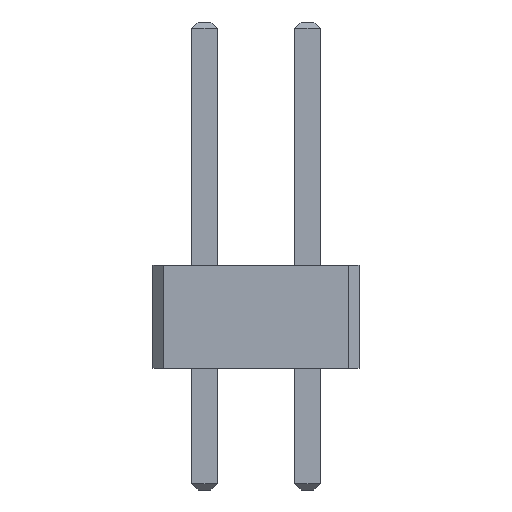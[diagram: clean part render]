
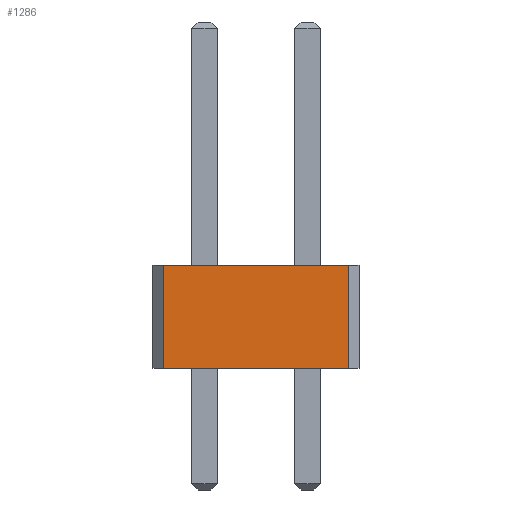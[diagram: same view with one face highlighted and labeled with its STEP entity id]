
A CAD part, front view. The second image highlights one B-rep face of the part: STEP entity #1286.
In plain terms, the highlighted planar face has unit normal (0, -1, 0).
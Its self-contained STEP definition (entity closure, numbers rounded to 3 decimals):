
#13=DIRECTION('',(0.,0.,1.));
#27=VECTOR('',#13,1.);
#67=DIRECTION('',(1.,0.,0.));
#1273=VERTEX_POINT('',#1274);
#1274=CARTESIAN_POINT('',(-1.016,-54.61,2.54));
#1277=EDGE_CURVE('',#1278,#1273,#1280,.T.);
#1278=VERTEX_POINT('',#1279);
#1279=CARTESIAN_POINT('',(-1.016,-54.61,0.));
#1280=LINE('',#1279,#27);
#1286=ADVANCED_FACE('',(#1287),#1304,.F.);
#1287=FACE_BOUND('',#1288,.F.);
#1288=EDGE_LOOP('',(#1289,#1290,#1296,#1301));
#1289=ORIENTED_EDGE('',*,*,#1277,.T.);
#1290=ORIENTED_EDGE('',*,*,#1291,.T.);
#1291=EDGE_CURVE('',#1273,#1292,#1294,.T.);
#1292=VERTEX_POINT('',#1293);
#1293=CARTESIAN_POINT('',(3.556,-54.61,2.54));
#1294=LINE('',#1274,#1295);
#1295=VECTOR('',#67,1.);
#1296=ORIENTED_EDGE('',*,*,#1297,.F.);
#1297=EDGE_CURVE('',#1298,#1292,#1300,.T.);
#1298=VERTEX_POINT('',#1299);
#1299=CARTESIAN_POINT('',(3.556,-54.61,0.));
#1300=LINE('',#1299,#27);
#1301=ORIENTED_EDGE('',*,*,#1302,.F.);
#1302=EDGE_CURVE('',#1278,#1298,#1303,.T.);
#1303=LINE('',#1279,#1295);
#1304=PLANE('',#1305);
#1305=AXIS2_PLACEMENT_3D('',#1279,#1306,#67);
#1306=DIRECTION('',(0.,1.,0.));
